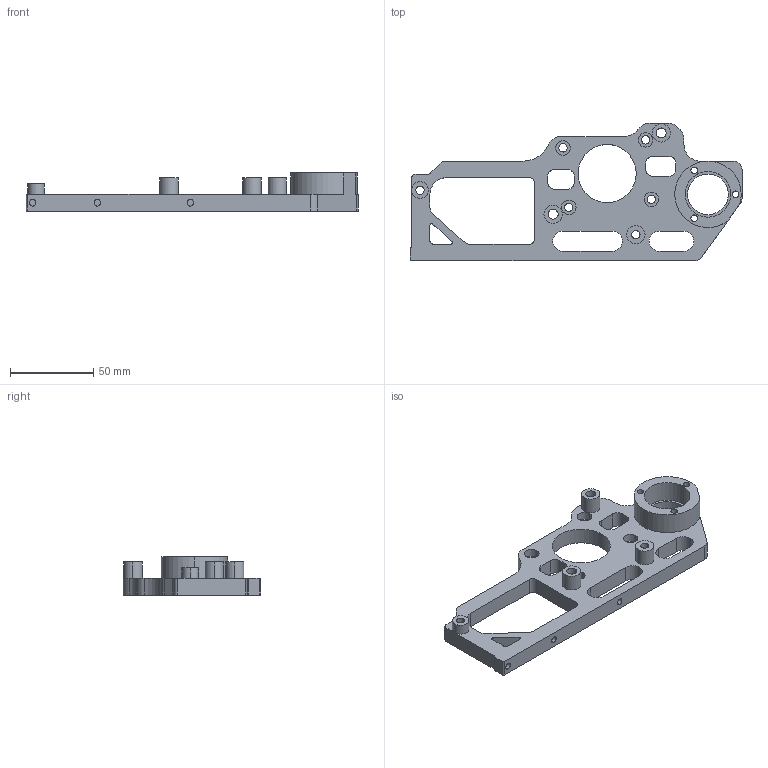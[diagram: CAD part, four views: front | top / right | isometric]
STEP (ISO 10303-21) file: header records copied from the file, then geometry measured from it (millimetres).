
FILE_DESCRIPTION (( 'STEP AP214' ), '1' );
FILE_NAME ('support moteur.STEP', '2022-07-29T19:55:32', ( '' ), ( '' ), 'SwSTEP 2.0', 'SolidWorks 2021', '' );
FILE_SCHEMA (( 'AUTOMOTIVE_DESIGN' ));
Length unit declared in the file: millimetre
Products named in the file (1): support moteur
Bounding box: 200 x 82.84 x 23 mm (x, y, z)
Volume: 85965.9 mm3; surface area: 34645.5 mm2
Topology: 1 solids, 1 shells, 137 faces, 375 edges, 249 vertices
Faces by surface type: cylinder 90, plane 47
Entity records: 4544 total; most frequent: DIRECTION 832, CARTESIAN_POINT 762, ORIENTED_EDGE 750, EDGE_CURVE 375, AXIS2_PLACEMENT_3D 319, VERTEX_POINT 249, LINE 194, VECTOR 194
